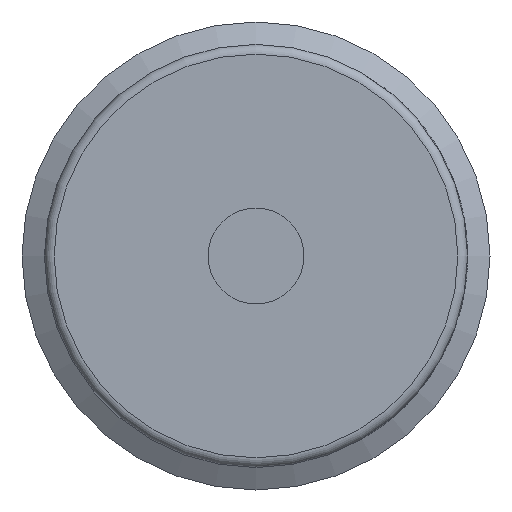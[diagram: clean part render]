
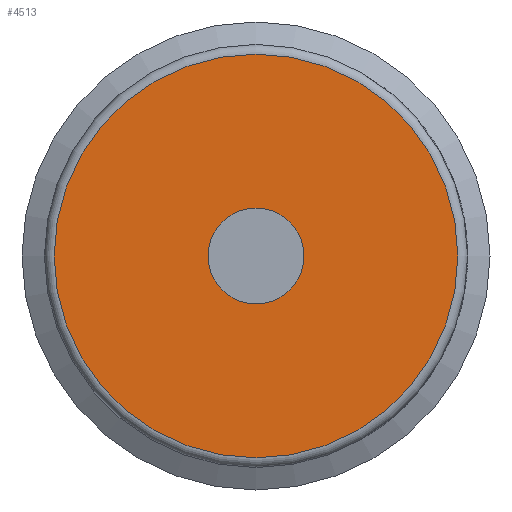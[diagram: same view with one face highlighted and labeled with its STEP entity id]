
A CAD part, front view. The second image highlights one B-rep face of the part: STEP entity #4513.
In plain terms, the highlighted face is planar.
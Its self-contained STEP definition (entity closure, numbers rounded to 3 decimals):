
#54=FACE_BOUND('',#738,.T.);
#247=PLANE('',#4854);
#480=FACE_OUTER_BOUND('',#737,.T.);
#737=EDGE_LOOP('',(#3995));
#738=EDGE_LOOP('',(#3996));
#1029=CIRCLE('',#4842,2.459);
#1033=CIRCLE('',#4852,10.35);
#2116=VERTEX_POINT('',#9559);
#2120=VERTEX_POINT('',#9577);
#2737=EDGE_CURVE('',#2116,#2116,#1029,.T.);
#2745=EDGE_CURVE('',#2120,#2120,#1033,.T.);
#3995=ORIENTED_EDGE('',*,*,#2745,.T.);
#3996=ORIENTED_EDGE('',*,*,#2737,.T.);
#4513=ADVANCED_FACE('',(#480,#54),#247,.T.);
#4842=AXIS2_PLACEMENT_3D('',#9560,#5749,#5750);
#4852=AXIS2_PLACEMENT_3D('',#9578,#5773,#5774);
#4854=AXIS2_PLACEMENT_3D('',#9580,#5777,#5778);
#5749=DIRECTION('center_axis',(-1.,0.,0.));
#5750=DIRECTION('ref_axis',(0.,0.,-1.));
#5773=DIRECTION('center_axis',(1.,0.,0.));
#5774=DIRECTION('ref_axis',(0.,0.,-1.));
#5777=DIRECTION('center_axis',(1.,0.,0.));
#5778=DIRECTION('ref_axis',(0.,0.,-1.));
#9559=CARTESIAN_POINT('',(169.,0.05,2.459));
#9560=CARTESIAN_POINT('Origin',(169.,0.05,0.));
#9577=CARTESIAN_POINT('',(169.,0.05,10.35));
#9578=CARTESIAN_POINT('Origin',(169.,0.05,0.));
#9580=CARTESIAN_POINT('Origin',(169.,0.05,0.));
